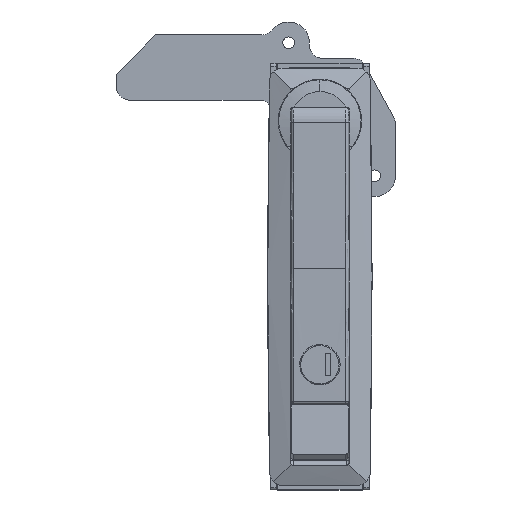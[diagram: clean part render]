
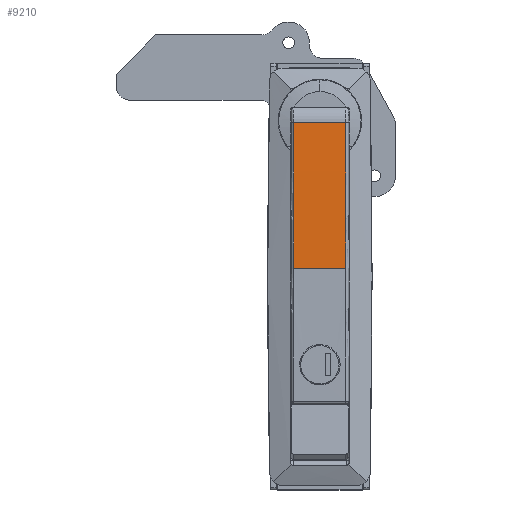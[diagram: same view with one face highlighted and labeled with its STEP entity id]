
A CAD part, top view. The second image highlights one B-rep face of the part: STEP entity #9210.
In plain terms, the highlighted cylindrical face has radius 3000 mm (diameter 6000 mm), a partial arc.
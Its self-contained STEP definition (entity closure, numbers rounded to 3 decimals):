
#357 = DIRECTION ( 'NONE',  ( 1., 0., 0. ) ) ;
#603 = CARTESIAN_POINT ( 'NONE',  ( -11., -56.54, -8. ) ) ;
#2342 = AXIS2_PLACEMENT_3D ( 'NONE', #6222, #357, #16727 ) ;
#2747 = VERTEX_POINT ( 'NONE', #11466 ) ;
#2813 = EDGE_CURVE ( 'NONE', #2935, #4230, #15893, .T. ) ;
#2935 = VERTEX_POINT ( 'NONE', #19417 ) ;
#3407 = CARTESIAN_POINT ( 'NONE',  ( -11., -0.519, -7.477 ) ) ;
#3778 = VERTEX_POINT ( 'NONE', #18858 ) ;
#3791 = DIRECTION ( 'NONE',  ( 1., 0., 0. ) ) ;
#4230 = VERTEX_POINT ( 'NONE', #17277 ) ;
#4306 = CIRCLE ( 'NONE', #7215, 3000. ) ;
#4610 = ORIENTED_EDGE ( 'NONE', *, *, #2813, .T. ) ;
#6222 = CARTESIAN_POINT ( 'NONE',  ( -11., -56.54, 2992. ) ) ;
#7215 = AXIS2_PLACEMENT_3D ( 'NONE', #9100, #15180, #15121 ) ;
#7474 = FACE_OUTER_BOUND ( 'NONE', #15626, .T. ) ;
#8624 = ORIENTED_EDGE ( 'NONE', *, *, #16060, .T. ) ;
#8657 = DIRECTION ( 'NONE',  ( 0., -1., 0. ) ) ;
#9100 = CARTESIAN_POINT ( 'NONE',  ( 10., -56.54, 2992. ) ) ;
#9210 = ADVANCED_FACE ( 'NONE', ( #7474 ), #18005, .T. ) ;
#10961 = ORIENTED_EDGE ( 'NONE', *, *, #12002, .T. ) ;
#11072 = DIRECTION ( 'NONE',  ( 1., 0., 0. ) ) ;
#11466 = CARTESIAN_POINT ( 'NONE',  ( 10., -0.519, -7.477 ) ) ;
#12002 = EDGE_CURVE ( 'NONE', #2747, #3778, #4306, .T. ) ;
#13442 = VECTOR ( 'NONE', #11072, 1000. ) ;
#13852 = VECTOR ( 'NONE', #3791, 1000. ) ;
#15121 = DIRECTION ( 'NONE',  ( 0., 1., 0. ) ) ;
#15180 = DIRECTION ( 'NONE',  ( -1., 0., 0. ) ) ;
#15476 = LINE ( 'NONE', #3407, #13852 ) ;
#15626 = EDGE_LOOP ( 'NONE', ( #19438, #4610, #8624, #10961 ) ) ;
#15893 = CIRCLE ( 'NONE', #16008, 3000. ) ;
#16008 = AXIS2_PLACEMENT_3D ( 'NONE', #19214, #17830, #8657 ) ;
#16060 = EDGE_CURVE ( 'NONE', #4230, #2747, #15476, .T. ) ;
#16727 = DIRECTION ( 'NONE',  ( 0., 0., -1. ) ) ;
#17277 = CARTESIAN_POINT ( 'NONE',  ( -10., -0.519, -7.477 ) ) ;
#17441 = LINE ( 'NONE', #603, #13442 ) ;
#17830 = DIRECTION ( 'NONE',  ( 1., 0., 0. ) ) ;
#17869 = EDGE_CURVE ( 'NONE', #2935, #3778, #17441, .T. ) ;
#18005 = CYLINDRICAL_SURFACE ( 'NONE', #2342, 3000. ) ;
#18858 = CARTESIAN_POINT ( 'NONE',  ( 10., -56.54, -8. ) ) ;
#19214 = CARTESIAN_POINT ( 'NONE',  ( -10., -56.54, 2992. ) ) ;
#19417 = CARTESIAN_POINT ( 'NONE',  ( -10., -56.54, -8. ) ) ;
#19438 = ORIENTED_EDGE ( 'NONE', *, *, #17869, .F. ) ;
